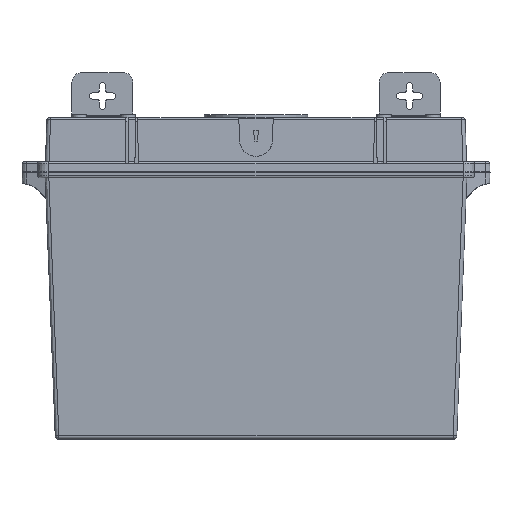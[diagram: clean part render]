
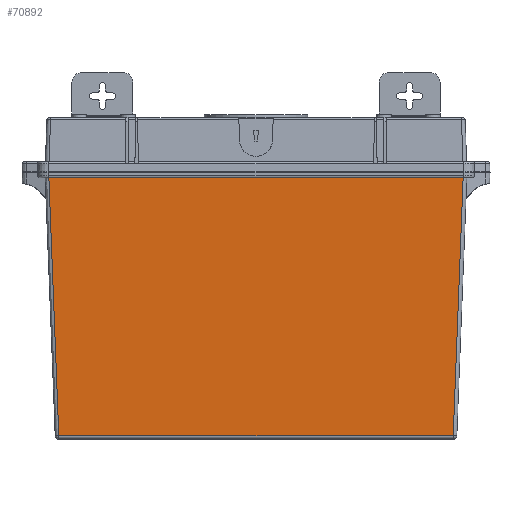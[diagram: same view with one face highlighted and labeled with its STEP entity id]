
A CAD part, front view. The second image highlights one B-rep face of the part: STEP entity #70892.
In plain terms, the highlighted planar face has unit normal (0, -0.999, -0.035).
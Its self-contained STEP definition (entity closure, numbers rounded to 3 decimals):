
#57684=CARTESIAN_POINT('',(169.951,-49.21,
39.7));
#57686=DIRECTION('',(-1.,0.,0.));
#57687=VECTOR('',#57686,339.903);
#57688=CARTESIAN_POINT('',(169.951,-49.21,
39.7));
#57689=LINE('',#57688,#57687);
#57833=CARTESIAN_POINT('',(-169.951,-49.21,
39.7));
#57835=CARTESIAN_POINT('',(169.951,-49.21,
39.7));
#57836=CARTESIAN_POINT('',(169.346,-48.648,
23.602));
#57837=CARTESIAN_POINT('',(167.904,-47.315,
-14.583));
#57838=CARTESIAN_POINT('',(165.646,-45.25,
-73.717));
#57839=CARTESIAN_POINT('',(163.533,-43.346,
-128.227));
#57840=CARTESIAN_POINT('',(162.26,-42.214,
-160.651));
#57841=CARTESIAN_POINT('',(161.807,-41.813,
-172.126));
#57843=CARTESIAN_POINT('',(-161.807,-41.813,
-172.126));
#57844=CARTESIAN_POINT('',(-162.268,-42.22,
-160.462));
#57845=CARTESIAN_POINT('',(-163.692,-43.487,
-124.182));
#57846=CARTESIAN_POINT('',(-165.966,-45.54,
-65.418));
#57847=CARTESIAN_POINT('',(-168.211,-47.598,
-6.473));
#57848=CARTESIAN_POINT('',(-169.506,-48.797,
27.855));
#57849=CARTESIAN_POINT('',(-169.951,-49.21,
39.7));
#57851=DIRECTION('',(1.,0.,0.));
#57852=VECTOR('',#57851,323.614);
#57853=CARTESIAN_POINT('',(-161.807,-41.813,
-172.126));
#57854=LINE('',#57853,#57852);
#68748=CARTESIAN_POINT('',(161.807,-41.813,
-172.126));
#68750=VERTEX_POINT('',#68748);
#68754=VERTEX_POINT('',#57684);
#68992=VERTEX_POINT('',#57833);
#68993=CARTESIAN_POINT('',(-161.807,-41.813,
-172.126));
#68994=VERTEX_POINT('',#68993);
#70880=CARTESIAN_POINT('',(0.,-45.512,
-66.213));
#70881=DIRECTION('',(0.,0.999,0.035));
#70882=DIRECTION('',(-1.,0.,0.));
#70883=AXIS2_PLACEMENT_3D('',#70880,#70881,#70882);
#70884=PLANE('',#70883);
#70885=ORIENTED_EDGE('',*,*,#70679,.F.);
#70886=ORIENTED_EDGE('',*,*,#70586,.T.);
#70888=ORIENTED_EDGE('',*,*,#70887,.F.);
#70889=ORIENTED_EDGE('',*,*,#70873,.T.);
#70890=EDGE_LOOP('',(#70885,#70886,#70888,#70889));
#70891=FACE_OUTER_BOUND('',#70890,.F.);
#70892=ADVANCED_FACE('',(#70891),#70884,.F.);
#57842=B_SPLINE_CURVE_WITH_KNOTS('',3,(#57835,#57836,#57837,#57838,#57839,
#57840,#57841),.UNSPECIFIED.,.F.,.F.,(4,1,1,1,4),(0.,0.228,
0.541,0.837,1.),.UNSPECIFIED.);
#57850=B_SPLINE_CURVE_WITH_KNOTS('',3,(#57843,#57844,#57845,#57846,#57847,
#57848,#57849),.UNSPECIFIED.,.F.,.F.,(4,1,1,1,4),(0.,0.165,
0.514,0.832,1.),.UNSPECIFIED.);
#70586=EDGE_CURVE('',#68754,#68750,#57842,.T.);
#70679=EDGE_CURVE('',#68754,#68992,#57689,.T.);
#70873=EDGE_CURVE('',#68994,#68992,#57850,.T.);
#70887=EDGE_CURVE('',#68994,#68750,#57854,.T.);
